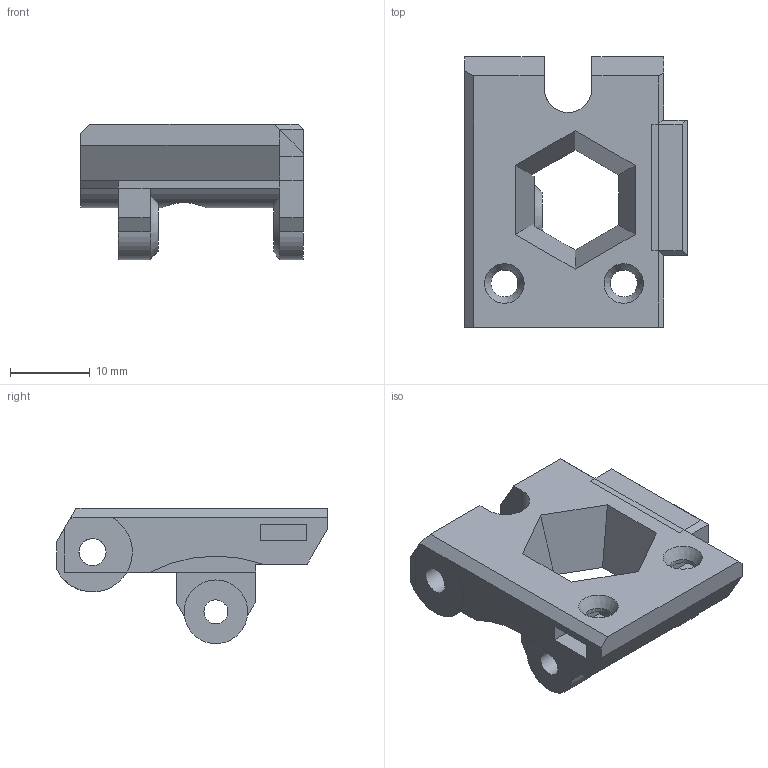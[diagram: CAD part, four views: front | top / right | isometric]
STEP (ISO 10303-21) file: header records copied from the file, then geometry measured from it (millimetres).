
FILE_DESCRIPTION(('FreeCAD Model'),'2;1');
FILE_NAME('extruder-idler.step', '2017-12-05T19:30:15',('Author'),(''), 'Open CASCADE STEP processor 6.8','FreeCAD','Unknown');
FILE_SCHEMA(('AUTOMOTIVE_DESIGN_CC2 { 1 2 10303 214 -1 1 5 4 }'));
Length unit declared in the file: millimetre
Products named in the file (1): Group
Bounding box: 28 x 34 x 17 mm (x, y, z)
Volume: 5396.8 mm3; surface area: 3843 mm2
Topology: 1 solids, 3 shells, 118 faces, 310 edges, 196 vertices
Faces by surface type: plane 89, cylinder 17, cone 6, bspline 6
Full cylindrical faces by diameter (mm): 3 x2, 3.4 x6
Entity records: 12771 total; most frequent: CARTESIAN_POINT 6979, DIRECTION 908, ORIENTED_EDGE 620, PCURVE 620, DEFINITIONAL_REPRESENTATION 620, LINE 534, VECTOR 534, EDGE_CURVE 310
